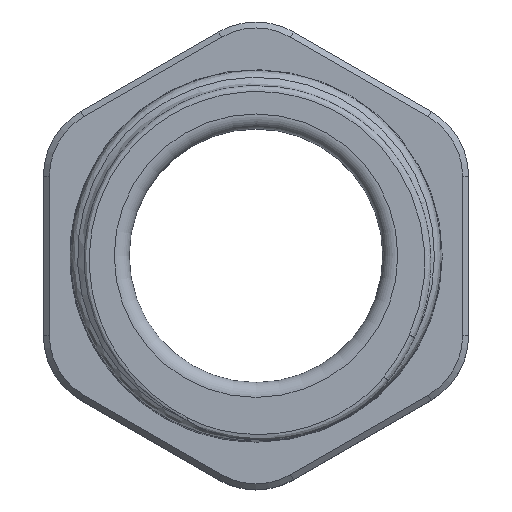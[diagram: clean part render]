
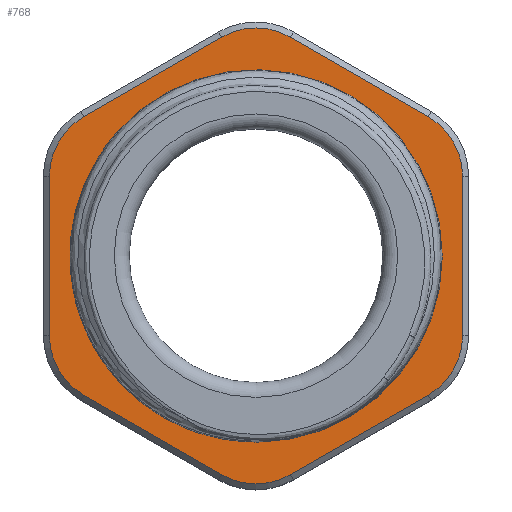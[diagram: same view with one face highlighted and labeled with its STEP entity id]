
A CAD part, top view. The second image highlights one B-rep face of the part: STEP entity #768.
In plain terms, the highlighted planar face has unit normal (0, 0, 1).
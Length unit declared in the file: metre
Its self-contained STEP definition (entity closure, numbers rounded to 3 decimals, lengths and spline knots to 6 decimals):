
#58=CIRCLE('',#835,0.0046);
#59=CIRCLE('',#836,0.0046);
#60=CIRCLE('',#837,0.0046);
#61=CIRCLE('',#838,0.0046);
#62=CIRCLE('',#839,0.0046);
#63=CIRCLE('',#840,0.0046);
#64=CIRCLE('',#841,0.012475);
#119=ORIENTED_EDGE('',*,*,#343,.T.);
#120=ORIENTED_EDGE('',*,*,#344,.T.);
#121=ORIENTED_EDGE('',*,*,#345,.T.);
#122=ORIENTED_EDGE('',*,*,#346,.T.);
#123=ORIENTED_EDGE('',*,*,#347,.T.);
#124=ORIENTED_EDGE('',*,*,#348,.T.);
#125=ORIENTED_EDGE('',*,*,#349,.T.);
#126=ORIENTED_EDGE('',*,*,#350,.T.);
#127=ORIENTED_EDGE('',*,*,#351,.T.);
#128=ORIENTED_EDGE('',*,*,#352,.T.);
#129=ORIENTED_EDGE('',*,*,#353,.T.);
#130=ORIENTED_EDGE('',*,*,#354,.T.);
#131=ORIENTED_EDGE('',*,*,#355,.F.);
#343=EDGE_CURVE('',#455,#456,#58,.T.);
#344=EDGE_CURVE('',#456,#457,#522,.T.);
#345=EDGE_CURVE('',#457,#458,#59,.T.);
#346=EDGE_CURVE('',#458,#459,#523,.T.);
#347=EDGE_CURVE('',#459,#460,#60,.T.);
#348=EDGE_CURVE('',#460,#461,#524,.T.);
#349=EDGE_CURVE('',#461,#462,#61,.T.);
#350=EDGE_CURVE('',#462,#463,#525,.T.);
#351=EDGE_CURVE('',#463,#464,#62,.T.);
#352=EDGE_CURVE('',#464,#465,#526,.T.);
#353=EDGE_CURVE('',#465,#466,#63,.T.);
#354=EDGE_CURVE('',#466,#455,#527,.T.);
#355=EDGE_CURVE('',#467,#467,#64,.T.);
#455=VERTEX_POINT('',#1196);
#456=VERTEX_POINT('',#1197);
#457=VERTEX_POINT('',#1199);
#458=VERTEX_POINT('',#1201);
#459=VERTEX_POINT('',#1203);
#460=VERTEX_POINT('',#1205);
#461=VERTEX_POINT('',#1207);
#462=VERTEX_POINT('',#1209);
#463=VERTEX_POINT('',#1211);
#464=VERTEX_POINT('',#1213);
#465=VERTEX_POINT('',#1215);
#466=VERTEX_POINT('',#1217);
#467=VERTEX_POINT('',#1220);
#522=LINE('',#1198,#582);
#523=LINE('',#1202,#583);
#524=LINE('',#1206,#584);
#525=LINE('',#1210,#585);
#526=LINE('',#1214,#586);
#527=LINE('',#1218,#587);
#582=VECTOR('',#953,1.);
#583=VECTOR('',#956,1.);
#584=VECTOR('',#959,1.);
#585=VECTOR('',#962,1.);
#586=VECTOR('',#965,1.);
#587=VECTOR('',#968,1.);
#624=EDGE_LOOP('',(#119,#120,#121,#122,#123,#124,#125,#126,#127,#128,#129,
#130));
#625=EDGE_LOOP('',(#131));
#685=FACE_BOUND('',#624,.T.);
#686=FACE_BOUND('',#625,.T.);
#746=PLANE('',#834);
#768=ADVANCED_FACE('',(#685,#686),#746,.T.);
#834=AXIS2_PLACEMENT_3D('',#1194,#949,#950);
#835=AXIS2_PLACEMENT_3D('',#1195,#951,#952);
#836=AXIS2_PLACEMENT_3D('',#1200,#954,#955);
#837=AXIS2_PLACEMENT_3D('',#1204,#957,#958);
#838=AXIS2_PLACEMENT_3D('',#1208,#960,#961);
#839=AXIS2_PLACEMENT_3D('',#1212,#963,#964);
#840=AXIS2_PLACEMENT_3D('',#1216,#966,#967);
#841=AXIS2_PLACEMENT_3D('',#1219,#969,#970);
#949=DIRECTION('',(0.,0.,1.));
#950=DIRECTION('',(0.,-1.,0.));
#951=DIRECTION('',(0.,0.,1.));
#952=DIRECTION('',(0.,-1.,0.));
#953=DIRECTION('',(-0.866,-0.5,0.));
#954=DIRECTION('',(0.,0.,1.));
#955=DIRECTION('',(0.,-1.,0.));
#956=DIRECTION('',(0.,-1.,0.));
#957=DIRECTION('',(0.,0.,1.));
#958=DIRECTION('',(0.,-1.,0.));
#959=DIRECTION('',(0.866,-0.5,0.));
#960=DIRECTION('',(0.,0.,1.));
#961=DIRECTION('',(0.,-1.,0.));
#962=DIRECTION('',(0.866,0.5,0.));
#963=DIRECTION('',(0.,0.,1.));
#964=DIRECTION('',(0.,-1.,0.));
#965=DIRECTION('',(0.,1.,0.));
#966=DIRECTION('',(0.,0.,1.));
#967=DIRECTION('',(0.,-1.,0.));
#968=DIRECTION('',(-0.866,0.5,0.));
#969=DIRECTION('',(0.,0.,1.));
#970=DIRECTION('',(0.,-1.,0.));
#1194=CARTESIAN_POINT('',(0.,0.,0.005));
#1195=CARTESIAN_POINT('',(0.,0.010681,0.005));
#1196=CARTESIAN_POINT('',(0.0023,0.014665,0.005));
#1197=CARTESIAN_POINT('',(-0.0023,0.014665,0.005));
#1198=CARTESIAN_POINT('',(-0.01155,0.009324,0.005));
#1199=CARTESIAN_POINT('',(-0.01155,0.009324,0.005));
#1200=CARTESIAN_POINT('',(-0.00925,0.00534,0.005));
#1201=CARTESIAN_POINT('',(-0.01385,0.00534,0.005));
#1202=CARTESIAN_POINT('',(-0.01385,-0.00534,0.005));
#1203=CARTESIAN_POINT('',(-0.01385,-0.00534,0.005));
#1204=CARTESIAN_POINT('',(-0.00925,-0.00534,0.005));
#1205=CARTESIAN_POINT('',(-0.01155,-0.009324,0.005));
#1206=CARTESIAN_POINT('',(-0.0023,-0.014665,0.005));
#1207=CARTESIAN_POINT('',(-0.0023,-0.014665,0.005));
#1208=CARTESIAN_POINT('',(0.,-0.010681,0.005));
#1209=CARTESIAN_POINT('',(0.0023,-0.014665,0.005));
#1210=CARTESIAN_POINT('',(0.01155,-0.009324,0.005));
#1211=CARTESIAN_POINT('',(0.01155,-0.009324,0.005));
#1212=CARTESIAN_POINT('',(0.00925,-0.00534,0.005));
#1213=CARTESIAN_POINT('',(0.01385,-0.00534,0.005));
#1214=CARTESIAN_POINT('',(0.01385,0.00534,0.005));
#1215=CARTESIAN_POINT('',(0.01385,0.00534,0.005));
#1216=CARTESIAN_POINT('',(0.00925,0.00534,0.005));
#1217=CARTESIAN_POINT('',(0.01155,0.009324,0.005));
#1218=CARTESIAN_POINT('',(0.0023,0.014665,0.005));
#1219=CARTESIAN_POINT('',(0.,0.,0.005));
#1220=CARTESIAN_POINT('',(0.,-0.012475,0.005));
